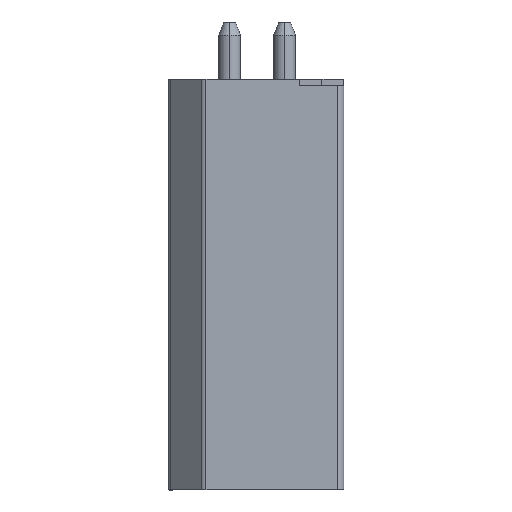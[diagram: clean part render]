
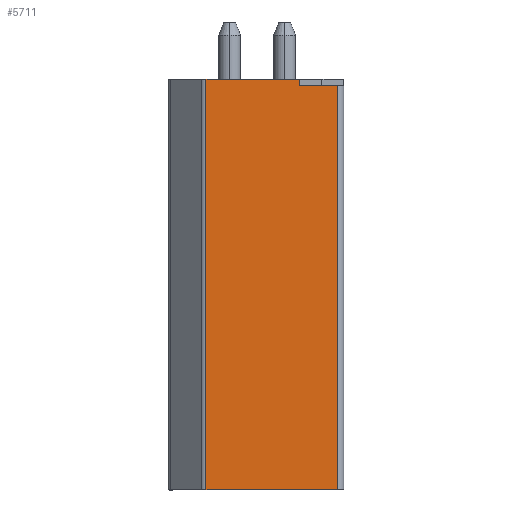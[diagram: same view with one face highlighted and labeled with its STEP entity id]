
A CAD part, left-side view. The second image highlights one B-rep face of the part: STEP entity #5711.
In plain terms, the highlighted planar face has unit normal (-1, 0, 0).
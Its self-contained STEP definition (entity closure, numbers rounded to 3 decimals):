
#53=CARTESIAN_POINT('',(-6.35,-1.,7.));
#54=VERTEX_POINT('',#53);
#61=CARTESIAN_POINT('',(-6.35,-1.,6.85));
#62=VERTEX_POINT('',#61);
#63=CARTESIAN_POINT('',(-6.35,-1.,7.));
#64=DIRECTION('',(0.,0.,-1.));
#65=VECTOR('',#64,0.15);
#66=LINE('',#63,#65);
#67=EDGE_CURVE('',#54,#62,#66,.T.);
#134=CARTESIAN_POINT('',(-6.35,1.138,7.));
#135=VERTEX_POINT('',#134);
#143=CARTESIAN_POINT('',(-6.35,1.138,7.));
#144=DIRECTION('',(0.,-1.,0.));
#145=VECTOR('',#144,2.138);
#146=LINE('',#143,#145);
#147=EDGE_CURVE('',#135,#54,#146,.T.);
#165=CARTESIAN_POINT('',(-6.35,-1.85,6.85));
#166=VERTEX_POINT('',#165);
#167=CARTESIAN_POINT('',(-6.35,-1.,6.85));
#168=DIRECTION('',(0.,-1.,0.));
#169=VECTOR('',#168,0.85);
#170=LINE('',#167,#169);
#171=EDGE_CURVE('',#62,#166,#170,.T.);
#5679=CARTESIAN_POINT('',(-6.35,-0.356,1.65));
#5680=DIRECTION('',(0.,0.,-1.));
#5681=DIRECTION('',(-1.,-0.,-0.));
#5682=AXIS2_PLACEMENT_3D('',#5679,#5681,#5680);
#5683=PLANE('',#5682);
#5684=ORIENTED_EDGE('',*,*,#171,.F.);
#5685=ORIENTED_EDGE('',*,*,#67,.F.);
#5686=ORIENTED_EDGE('',*,*,#147,.F.);
#5687=CARTESIAN_POINT('',(-6.35,1.138,-2.35));
#5688=VERTEX_POINT('',#5687);
#5689=CARTESIAN_POINT('',(-6.35,1.138,7.));
#5690=DIRECTION('',(0.,0.,-1.));
#5691=VECTOR('',#5690,9.35);
#5692=LINE('',#5689,#5691);
#5693=EDGE_CURVE('',#135,#5688,#5692,.T.);
#5694=ORIENTED_EDGE('E508',*,*,#5693,.T.);
#5695=CARTESIAN_POINT('',(-6.35,-1.85,-2.35));
#5696=VERTEX_POINT('',#5695);
#5697=CARTESIAN_POINT('',(-6.35,1.138,-2.35));
#5698=DIRECTION('',(0.,-1.,0.));
#5699=VECTOR('',#5698,2.988);
#5700=LINE('',#5697,#5699);
#5701=EDGE_CURVE('',#5688,#5696,#5700,.T.);
#5702=ORIENTED_EDGE('E509',*,*,#5701,.T.);
#5703=CARTESIAN_POINT('',(-6.35,-1.85,-2.35));
#5704=DIRECTION('',(0.,0.,1.));
#5705=VECTOR('',#5704,9.2);
#5706=LINE('',#5703,#5705);
#5707=EDGE_CURVE('',#5696,#166,#5706,.T.);
#5708=ORIENTED_EDGE('E510',*,*,#5707,.T.);
#5709=EDGE_LOOP('',(#5684,#5685,#5686,#5694,#5702,#5708));
#5710=FACE_OUTER_BOUND('',#5709,.T.);
#5711=ADVANCED_FACE('F166',(#5710),#5683,.T.);
